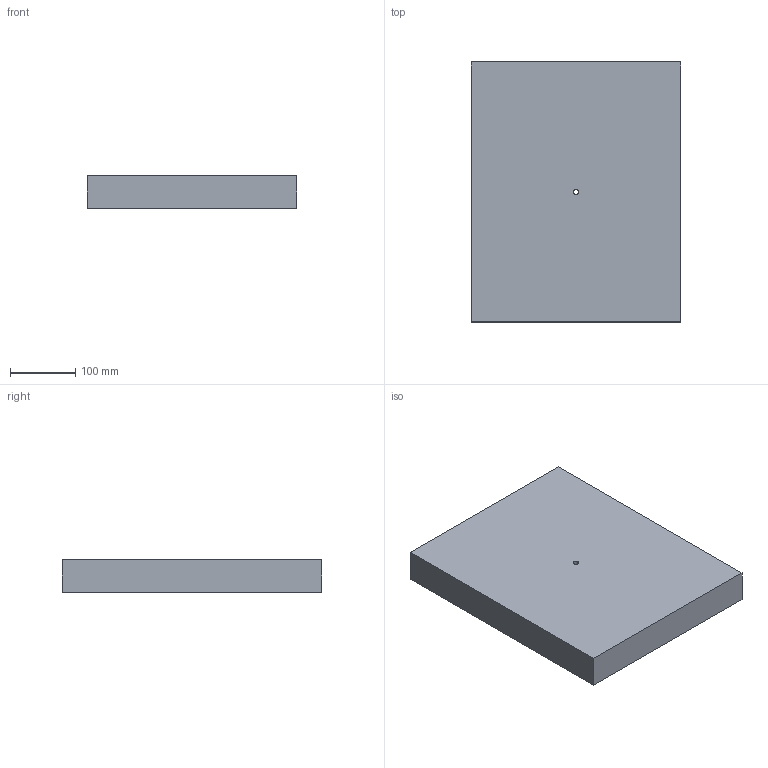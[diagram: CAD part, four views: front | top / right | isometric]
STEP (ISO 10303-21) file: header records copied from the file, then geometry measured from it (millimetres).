
FILE_DESCRIPTION (( 'STEP AP214' ), '1' );
FILE_NAME ('Bottom mould.STEP', '2019-10-29T12:41:32', ( '' ), ( '' ), 'SwSTEP 2.0', 'SolidWorks 2017', '' );
FILE_SCHEMA (( 'AUTOMOTIVE_DESIGN' ));
Length unit declared in the file: millimetre
Products named in the file (1): Bottom mould
Bounding box: 320 x 397 x 50 mm (x, y, z)
Volume: 5257685.3 mm3; surface area: 373796.9 mm2
Topology: 1 solids, 1 shells, 81 faces, 184 edges, 104 vertices
Faces by surface type: plane 51, cylinder 26, sphere 4
Entity records: 2220 total; most frequent: DIRECTION 396, CARTESIAN_POINT 366, ORIENTED_EDGE 360, EDGE_CURVE 180, AXIS2_PLACEMENT_3D 134, VECTOR 128, LINE 128, VERTEX_POINT 104
